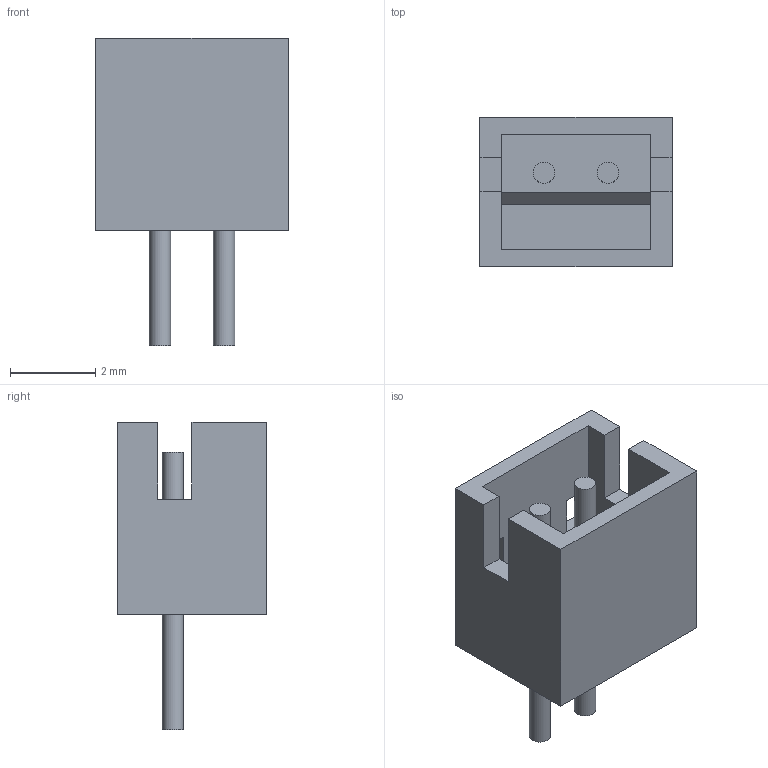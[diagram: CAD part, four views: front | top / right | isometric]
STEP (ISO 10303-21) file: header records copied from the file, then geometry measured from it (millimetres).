
FILE_DESCRIPTION(/* description */ (''),/* implementation_level */ '2;1');
FILE_NAME(/* name */ 'JST_ZH_2_ipt_8644732.STEP',/* time_stamp */ '2022-06-02T14:50:24+03:00',/* author */ ('Sulieman DAHER'),/* organization */ (''),/* preprocessor_version */ 'ST-DEVELOPER v16.13',/* originating_system */ 'Autodesk Inventor 2018',/* authorisation */ '');
FILE_SCHEMA (('AUTOMOTIVE_DESIGN { 1 0 10303 214 3 1 1 }'));
Length unit declared in the file: millimetre
Products named in the file (1): JST_ZH_2
Bounding box: 4.5 x 3.5 x 7.2 mm (x, y, z)
Volume: 40.3 mm3; surface area: 157.9 mm2
Topology: 1 solids, 1 shells, 34 faces, 90 edges, 60 vertices
Faces by surface type: plane 30, cylinder 4
Full cylindrical faces by diameter (mm): 0.5 x4
Entity records: 1076 total; most frequent: CARTESIAN_POINT 181, ORIENTED_EDGE 172, DIRECTION 164, EDGE_CURVE 86, LINE 78, VECTOR 78, VERTEX_POINT 60, EDGE_LOOP 44
